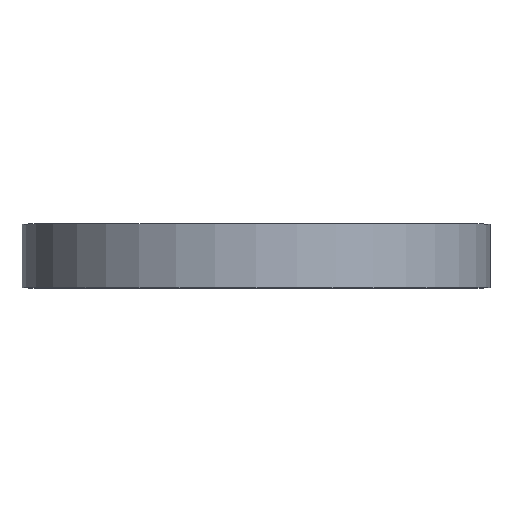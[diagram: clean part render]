
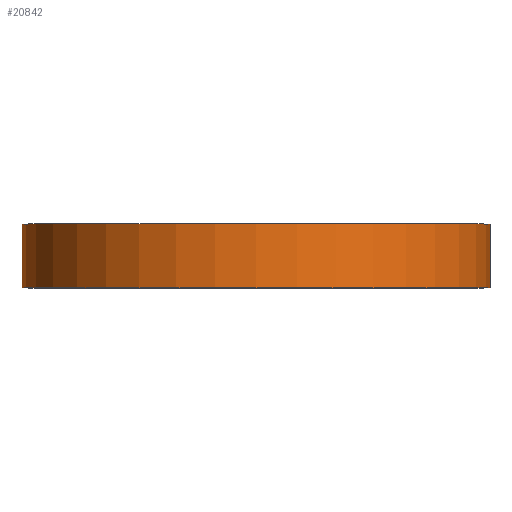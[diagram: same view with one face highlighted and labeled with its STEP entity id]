
A CAD part, top view. The second image highlights one B-rep face of the part: STEP entity #20842.
In plain terms, the highlighted cylindrical face has radius 110 mm (diameter 220 mm), a full revolution.
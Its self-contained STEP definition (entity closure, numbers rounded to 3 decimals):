
#403=CYLINDRICAL_SURFACE('',#24573,110.);
#2512=FACE_OUTER_BOUND('',#3746,.T.);
#3746=EDGE_LOOP('',(#18911,#18912,#18913,#18914));
#4782=LINE('',#38982,#5474);
#5474=VECTOR('',#32703,110.);
#5479=CIRCLE('',#20864,110.);
#7961=CIRCLE('',#24574,110.);
#7966=VERTEX_POINT('',#32718);
#9610=VERTEX_POINT('',#38980);
#9616=EDGE_CURVE('',#7966,#7966,#5479,.T.);
#12827=EDGE_CURVE('',#9610,#9610,#7961,.T.);
#12828=EDGE_CURVE('',#9610,#7966,#4782,.T.);
#18911=ORIENTED_EDGE('',*,*,#12827,.F.);
#18912=ORIENTED_EDGE('',*,*,#12828,.T.);
#18913=ORIENTED_EDGE('',*,*,#9616,.T.);
#18914=ORIENTED_EDGE('',*,*,#12828,.F.);
#20842=ADVANCED_FACE('',(#2512),#403,.T.);
#20864=AXIS2_PLACEMENT_3D('',#32719,#24591,#24592);
#24573=AXIS2_PLACEMENT_3D('',#38979,#32699,#32700);
#24574=AXIS2_PLACEMENT_3D('',#38981,#32701,#32702);
#24591=DIRECTION('center_axis',(0.,1.,0.));
#24592=DIRECTION('ref_axis',(1.,0.,0.));
#32699=DIRECTION('center_axis',(0.,1.,0.));
#32700=DIRECTION('ref_axis',(1.,0.,0.));
#32701=DIRECTION('center_axis',(0.,1.,0.));
#32702=DIRECTION('ref_axis',(1.,0.,0.));
#32703=DIRECTION('',(0.,-1.,0.));
#32718=CARTESIAN_POINT('',(140.,0.,0.));
#32719=CARTESIAN_POINT('Origin',(250.,0.,0.));
#38979=CARTESIAN_POINT('Origin',(250.,0.,0.));
#38980=CARTESIAN_POINT('',(140.,30.,0.));
#38981=CARTESIAN_POINT('Origin',(250.,30.,0.));
#38982=CARTESIAN_POINT('',(140.,0.,0.));
